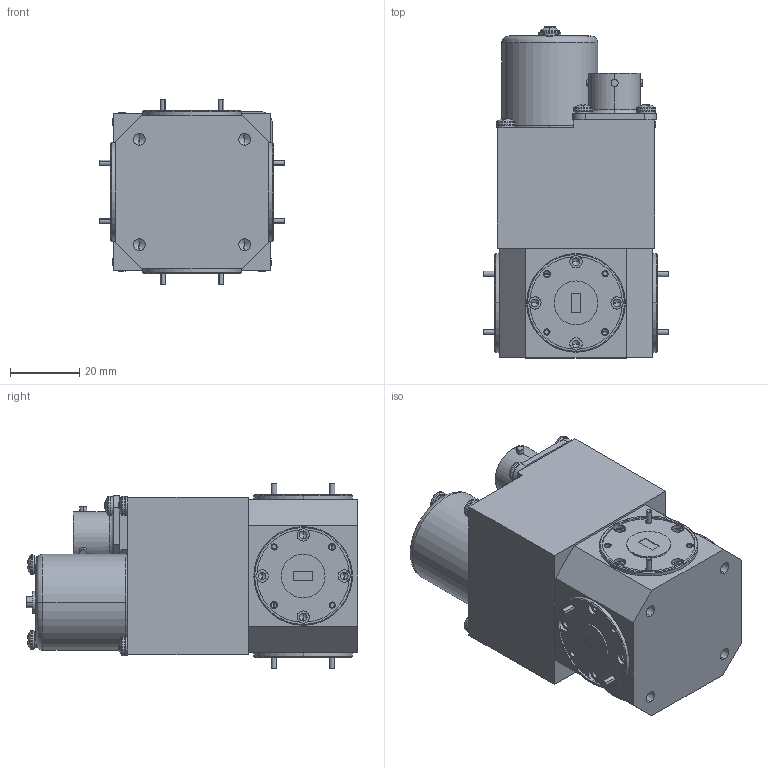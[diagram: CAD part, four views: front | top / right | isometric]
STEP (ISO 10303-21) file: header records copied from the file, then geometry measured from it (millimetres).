
FILE_DESCRIPTION (( 'STEP AP203' ), '1' );
FILE_NAME ('WJ-TQ-A.STEP', '2022-09-10T03:12:17', ( '' ), ( '' ), 'SwSTEP 2.0', 'SolidWorks 2021', '' );
FILE_SCHEMA (( 'CONFIG_CONTROL_DESIGN' ));
Length unit declared in the file: inch
Products named in the file (1): WJ-TQ-A
Bounding box: 53.72 x 96.14 x 53.72 mm (x, y, z)
Volume: 153346.2 mm3; surface area: 22341 mm2
Topology: 10 solids, 10 shells, 961 faces, 2485 edges, 1548 vertices
Faces by surface type: cylinder 377, plane 311, cone 192, torus 48, bspline 17, sphere 16
Entity records: 42168 total; most frequent: CARTESIAN_POINT 19129, DIRECTION 4933, ORIENTED_EDGE 4826, EDGE_CURVE 2413, AXIS2_PLACEMENT_3D 1958, VERTEX_POINT 1548, EDGE_LOOP 1049, LINE 1017
